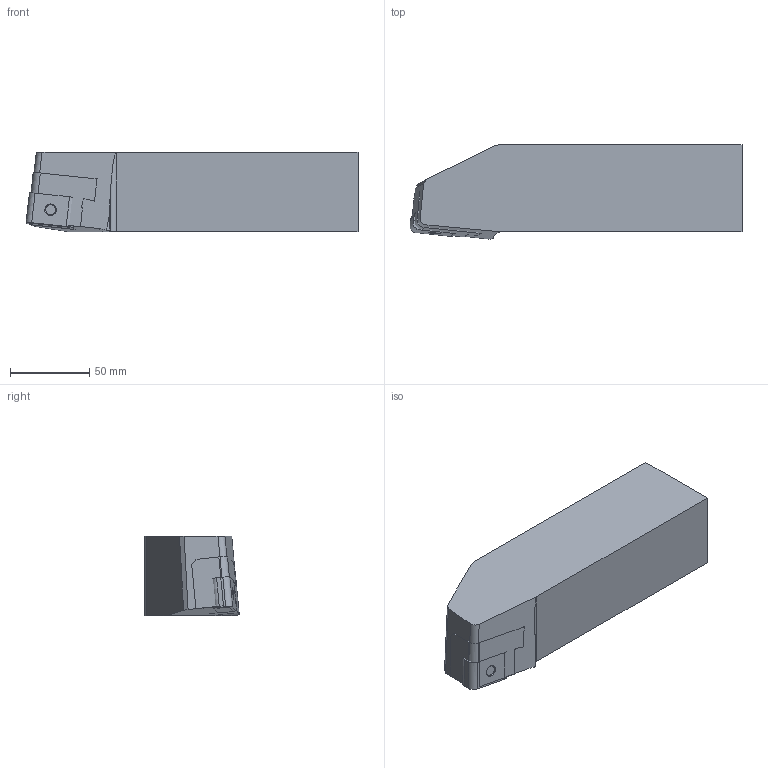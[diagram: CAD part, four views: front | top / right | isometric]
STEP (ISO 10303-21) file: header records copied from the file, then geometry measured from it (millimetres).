
FILE_DESCRIPTION(/* description */ (''),/* implementation_level */ '2;1');
FILE_NAME(/* name */ 'DKTL5055XA1_SIM.stp',/* time_stamp */ '2022-11-28T09:19:58+01:00',/* author */ (''),/* organization */ (''),/* preprocessor_version */ 'ST-DEVELOPER v18.102',/* originating_system */ 'SIEMENS PLM Software NX 2027',/* authorisation */ '');
FILE_SCHEMA (('AUTOMOTIVE_DESIGN { 1 0 10303 214 3 1 1 1 }'));
Length unit declared in the file: millimetre
Products named in the file (1): model1
Bounding box: 209.63 x 59.6 x 50 mm (x, y, z)
Volume: 560780.3 mm3; surface area: 53612.5 mm2
Topology: 3 solids, 3 shells, 66 faces, 203 edges, 145 vertices
Faces by surface type: plane 44, cylinder 12, cone 10
Full cylindrical faces by diameter (mm): 6.35 x1
Entity records: 2399 total; most frequent: CARTESIAN_POINT 532, ORIENTED_EDGE 400, DIRECTION 354, EDGE_CURVE 200, VERTEX_POINT 145, LINE 132, VECTOR 132, AXIS2_PLACEMENT_3D 111
